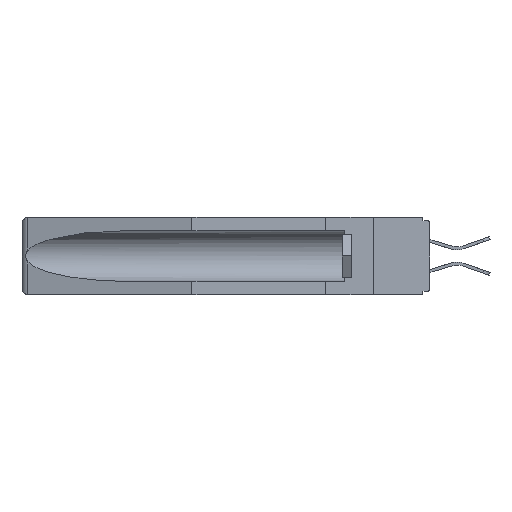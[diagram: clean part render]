
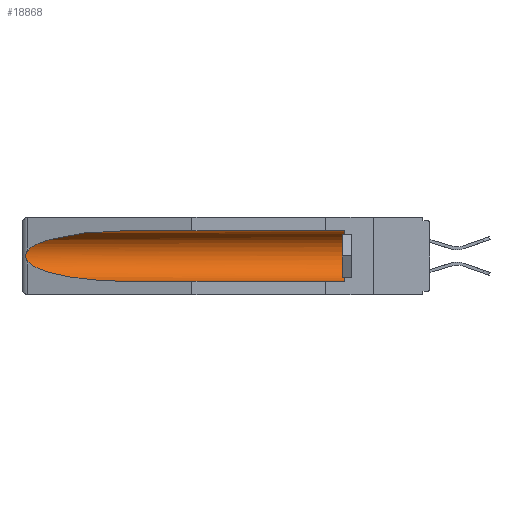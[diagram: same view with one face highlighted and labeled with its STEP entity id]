
A CAD part, left-side view. The second image highlights one B-rep face of the part: STEP entity #18868.
In plain terms, the highlighted cylindrical face has radius 2.857 mm (diameter 5.715 mm), a partial arc.
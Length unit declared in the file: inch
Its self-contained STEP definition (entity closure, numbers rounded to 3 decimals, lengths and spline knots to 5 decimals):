
#508 = CARTESIAN_POINT ( 'NONE',  ( 0.26597, 1.5296, -0.19026 ) ) ;
#839 = CARTESIAN_POINT ( 'NONE',  ( 0.26537, 1.52718, -0.14972 ) ) ;
#903 = VECTOR ( 'NONE', #11511, 39.37008 ) ;
#1229 = VERTEX_POINT ( 'NONE', #5103 ) ;
#1587 = LINE ( 'NONE', #15866, #10840 ) ;
#1653 = EDGE_CURVE ( 'NONE', #1229, #4284, #13131, .T. ) ;
#1888 = ORIENTED_EDGE ( 'NONE', *, *, #9947, .T. ) ;
#1951 = CARTESIAN_POINT ( 'NONE',  ( 0.155, 0.126, -0.284 ) ) ;
#2662 = CARTESIAN_POINT ( 'NONE',  ( 0.26537, 1.52718, -0.19328 ) ) ;
#3459 = ORIENTED_EDGE ( 'NONE', *, *, #1653, .T. ) ;
#3834 = ORIENTED_EDGE ( 'NONE', *, *, #5554, .T. ) ;
#4284 = VERTEX_POINT ( 'NONE', #20991 ) ;
#4510 = ORIENTED_EDGE ( 'NONE', *, *, #8724, .F. ) ;
#5103 = CARTESIAN_POINT ( 'NONE',  ( 0.26537, 1.52718, -0.19328 ) ) ;
#5554 = EDGE_CURVE ( 'NONE', #19448, #1229, #8532, .T. ) ;
#5597 = CARTESIAN_POINT ( 'NONE',  ( 0.155, 1.07973, -0.059 ) ) ;
#6105 = LINE ( 'NONE', #23095, #903 ) ;
#6322 = CARTESIAN_POINT ( 'NONE',  ( 0.26655, 1.53094, -0.18657 ) ) ;
#7136 = FACE_OUTER_BOUND ( 'NONE', #22626, .T. ) ;
#7867 = CARTESIAN_POINT ( 'NONE',  ( 0.155, 0.126, -0.1715 ) ) ;
#7976 = DIRECTION ( 'NONE',  ( 0., 1., 0. ) ) ;
#8097 = CARTESIAN_POINT ( 'NONE',  ( 0.155, 1.07973, -0.059 ) ) ;
#8418 = CARTESIAN_POINT ( 'NONE',  ( 0.26597, 1.52961, -0.15275 ) ) ;
#8532 = B_SPLINE_CURVE_WITH_KNOTS ( 'NONE', 3,
 ( #839, #8418, #24093, #18346, #10316, #24344, #12349, #6322, #508, #2662 ),
 .UNSPECIFIED., .F., .F.,
 ( 4, 2, 2, 2, 4 ),
 ( 0., 0.00029, 0.00058, 0.00087, 0.00117 ),
 .UNSPECIFIED. ) ;
#8724 = EDGE_CURVE ( 'NONE', #18025, #4284, #1587, .T. ) ;
#9507 = ORIENTED_EDGE ( 'NONE', *, *, #19269, .T. ) ;
#9797 = CARTESIAN_POINT ( 'NONE',  ( 0.155, 0.126, -0.059 ) ) ;
#9947 = EDGE_CURVE ( 'NONE', #17975, #18443, #6105, .T. ) ;
#10296 = CARTESIAN_POINT ( 'NONE',  ( 0.26537, 1.52718, -0.14972 ) ) ;
#10316 = CARTESIAN_POINT ( 'NONE',  ( 0.2675, 1.53308, -0.16763 ) ) ;
#10840 = VECTOR ( 'NONE', #7976, 39.37008 ) ;
#11292 = CARTESIAN_POINT ( 'NONE',  ( 0.155, 1.07973, -0.284 ) ) ;
#11471 = CARTESIAN_POINT ( 'NONE',  ( 0.25451, 1.48313, -0.24835 ) ) ;
#11511 = DIRECTION ( 'NONE',  ( 0., 1., 0. ) ) ;
#11662 = DIRECTION ( 'NONE',  ( 0., 1., 0. ) ) ;
#12349 = CARTESIAN_POINT ( 'NONE',  ( 0.2673, 1.53269, -0.17917 ) ) ;
#13131 =( BOUNDED_CURVE ( )  B_SPLINE_CURVE ( 3, ( #21084, #11471, #13363, #11292 ),
 .UNSPECIFIED., .F., .F. ) 
 B_SPLINE_CURVE_WITH_KNOTS ( ( 4, 4 ),
 ( 0.1948, 1.5708 ),
 .UNSPECIFIED. ) 
 CURVE ( )  GEOMETRIC_REPRESENTATION_ITEM ( )  RATIONAL_B_SPLINE_CURVE ( ( 1., 0.848, 0.848, 1. ) ) 
 REPRESENTATION_ITEM ( '' )  );
#13363 = CARTESIAN_POINT ( 'NONE',  ( 0.21114, 1.30732, -0.284 ) ) ;
#13404 = CARTESIAN_POINT ( 'NONE',  ( 0.25451, 1.48313, -0.09465 ) ) ;
#13953 = EDGE_CURVE ( 'NONE', #18443, #19448, #23030, .T. ) ;
#15265 = ORIENTED_EDGE ( 'NONE', *, *, #13953, .T. ) ;
#15647 = AXIS2_PLACEMENT_3D ( 'NONE', #7867, #25365, #19678 ) ;
#15866 = CARTESIAN_POINT ( 'NONE',  ( 0.155, -0.30754, -0.284 ) ) ;
#17975 = VERTEX_POINT ( 'NONE', #9797 ) ;
#18025 = VERTEX_POINT ( 'NONE', #1951 ) ;
#18346 = CARTESIAN_POINT ( 'NONE',  ( 0.2673, 1.5327, -0.16383 ) ) ;
#18443 = VERTEX_POINT ( 'NONE', #8097 ) ;
#18868 = ADVANCED_FACE ( 'NONE', ( #7136 ), #18903, .F. ) ;
#18903 = CYLINDRICAL_SURFACE ( 'NONE', #21375, 0.1125 ) ;
#19269 = EDGE_CURVE ( 'NONE', #18025, #17975, #22861, .T. ) ;
#19448 = VERTEX_POINT ( 'NONE', #10296 ) ;
#19498 = CARTESIAN_POINT ( 'NONE',  ( 0.21114, 1.30732, -0.059 ) ) ;
#19542 = CARTESIAN_POINT ( 'NONE',  ( 0.155, -0.30754, -0.1715 ) ) ;
#19678 = DIRECTION ( 'NONE',  ( 0., 0., 1. ) ) ;
#20991 = CARTESIAN_POINT ( 'NONE',  ( 0.155, 1.07973, -0.284 ) ) ;
#21084 = CARTESIAN_POINT ( 'NONE',  ( 0.26537, 1.52718, -0.19328 ) ) ;
#21375 = AXIS2_PLACEMENT_3D ( 'NONE', #19542, #11662, #25371 ) ;
#22626 = EDGE_LOOP ( 'NONE', ( #15265, #3834, #3459, #4510, #9507, #1888 ) ) ;
#22861 = CIRCLE ( 'NONE', #15647, 0.1125 ) ;
#23030 =( BOUNDED_CURVE ( )  B_SPLINE_CURVE ( 3, ( #5597, #19498, #13404, #23103 ),
 .UNSPECIFIED., .F., .F. ) 
 B_SPLINE_CURVE_WITH_KNOTS ( ( 4, 4 ),
 ( 4.71239, 6.08839 ),
 .UNSPECIFIED. ) 
 CURVE ( )  GEOMETRIC_REPRESENTATION_ITEM ( )  RATIONAL_B_SPLINE_CURVE ( ( 1., 0.848, 0.848, 1. ) ) 
 REPRESENTATION_ITEM ( '' )  );
#23095 = CARTESIAN_POINT ( 'NONE',  ( 0.155, -0.30754, -0.059 ) ) ;
#23103 = CARTESIAN_POINT ( 'NONE',  ( 0.26537, 1.52718, -0.14972 ) ) ;
#24093 = CARTESIAN_POINT ( 'NONE',  ( 0.26654, 1.53092, -0.15636 ) ) ;
#24344 = CARTESIAN_POINT ( 'NONE',  ( 0.2675, 1.53308, -0.17534 ) ) ;
#25365 = DIRECTION ( 'NONE',  ( 0., -1., 0. ) ) ;
#25371 = DIRECTION ( 'NONE',  ( 0., 0., 1. ) ) ;
